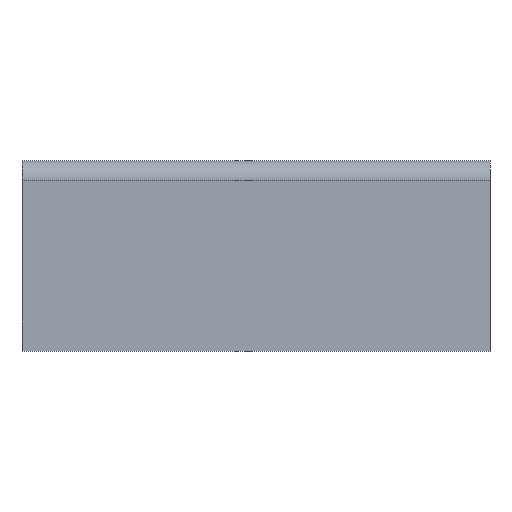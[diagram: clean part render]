
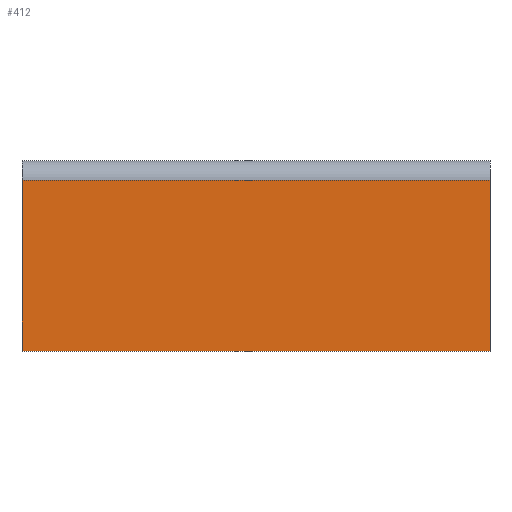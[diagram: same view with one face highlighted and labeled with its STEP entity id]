
A CAD part, left-side view. The second image highlights one B-rep face of the part: STEP entity #412.
In plain terms, the highlighted planar face has unit normal (-1, 0, 0).
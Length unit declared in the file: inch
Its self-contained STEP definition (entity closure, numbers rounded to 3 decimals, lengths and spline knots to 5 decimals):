
#350=CARTESIAN_POINT('',(3.25602,7.88333,0.54762));
#351=VERTEX_POINT('',#350);
#359=CARTESIAN_POINT('',(3.25602,6.38333,0.54762));
#360=VERTEX_POINT('',#359);
#361=CARTESIAN_POINT('',(3.25602,6.38333,0.54762));
#362=DIRECTION('',(0.,1.,0.));
#363=VECTOR('',#362,1.);
#364=LINE('',#361,#363);
#365=EDGE_CURVE('',#360,#351,#364,.T.);
#382=ORIENTED_EDGE('',*,*,#365,.T.);
#383=CARTESIAN_POINT('',(3.25602,7.88333,0.00012));
#384=VERTEX_POINT('',#383);
#385=CARTESIAN_POINT('',(3.25602,7.88333,0.24373));
#386=DIRECTION('',(0.,0.,1.));
#387=VECTOR('',#386,1.);
#388=LINE('',#385,#387);
#389=EDGE_CURVE('',#384,#351,#388,.T.);
#390=ORIENTED_EDGE('',*,*,#389,.F.);
#391=CARTESIAN_POINT('',(3.25602,6.38333,0.00012));
#392=VERTEX_POINT('',#391);
#393=CARTESIAN_POINT('',(3.25602,6.38333,0.00012));
#394=DIRECTION('',(0.,1.,0.));
#395=VECTOR('',#394,1.);
#396=LINE('',#393,#395);
#397=EDGE_CURVE('',#392,#384,#396,.T.);
#398=ORIENTED_EDGE('',*,*,#397,.F.);
#399=CARTESIAN_POINT('',(3.25602,6.38333,0.00012));
#400=DIRECTION('',(0.,0.,1.));
#401=VECTOR('',#400,1.);
#402=LINE('',#399,#401);
#403=EDGE_CURVE('',#392,#360,#402,.T.);
#404=ORIENTED_EDGE('',*,*,#403,.T.);
#405=EDGE_LOOP('',(#382,#390,#398,#404));
#406=FACE_OUTER_BOUND('',#405,.T.);
#407=CARTESIAN_POINT('',(3.25602,6.38333,0.27387));
#408=DIRECTION('',(-1.,0.,0.));
#409=DIRECTION('',(0.,0.,1.));
#410=AXIS2_PLACEMENT_3D('',#407,#408,#409);
#411=PLANE('',#410);
#412=ADVANCED_FACE('',(#406),#411,.T.);
